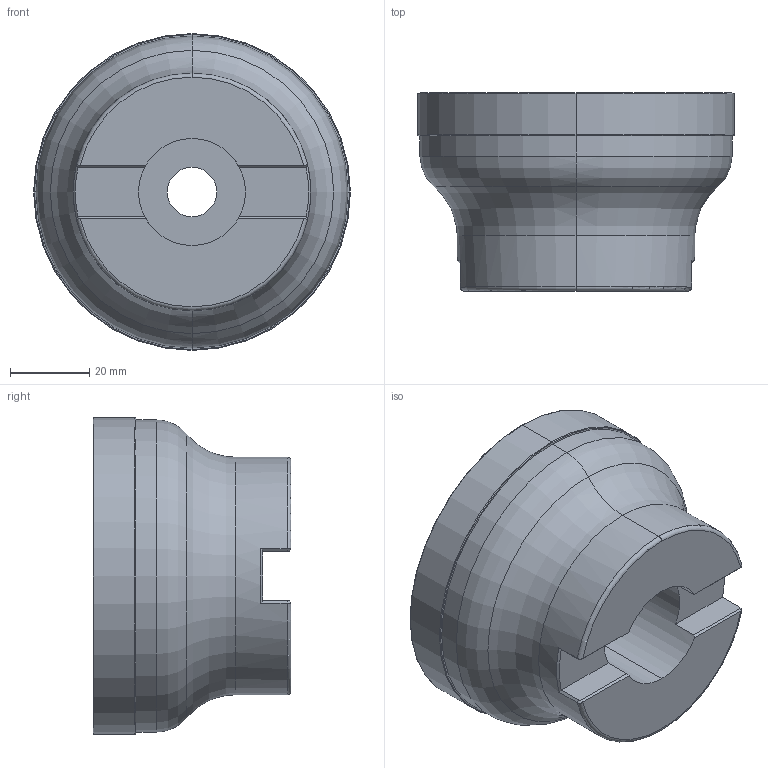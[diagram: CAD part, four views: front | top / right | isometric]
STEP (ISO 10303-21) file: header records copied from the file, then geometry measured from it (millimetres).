
FILE_DESCRIPTION (( 'STEP AP214' ), '1' );
FILE_NAME ('740M W D80-11.step', '2018-10-09T12:35:20', ( '' ), ( '' ), 'SwSTEP 2.0', 'SolidWorks 2016', '' );
FILE_SCHEMA (( 'AUTOMOTIVE_DESIGN' ));
Length unit declared in the file: millimetre
Products named in the file (1): 740M W D80-11
Bounding box: 80 x 50 x 80 mm (x, y, z)
Volume: 165037.8 mm3; surface area: 22588 mm2
Topology: 1 solids, 1 shells, 59 faces, 136 edges, 79 vertices
Faces by surface type: plane 18, torus 15, cylinder 14, cone 8, bspline 4
Entity records: 2418 total; most frequent: CARTESIAN_POINT 1065, DIRECTION 288, ORIENTED_EDGE 272, EDGE_CURVE 136, AXIS2_PLACEMENT_3D 120, VERTEX_POINT 79, CIRCLE 64, EDGE_LOOP 61
